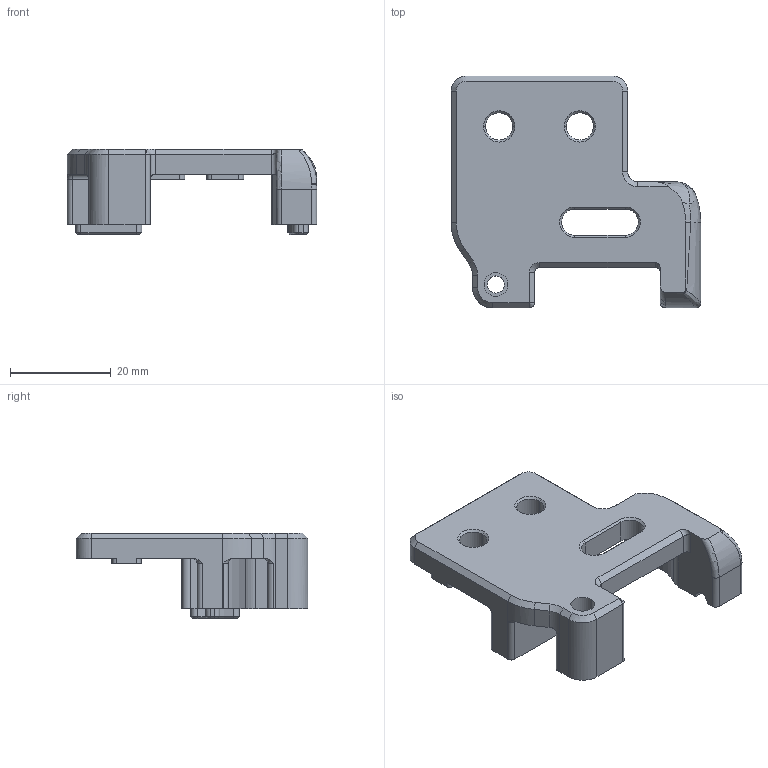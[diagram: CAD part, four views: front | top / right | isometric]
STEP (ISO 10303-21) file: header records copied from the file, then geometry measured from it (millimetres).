
FILE_DESCRIPTION((''),'2;1');
FILE_NAME('FRONT_IDLER_BOTTOM_B','2022-02-03T13:15:52',('Pa'),(''),'CREO PARAMETRIC BY PTC INC, 2021063','CREO PARAMETRIC BY PTC INC, 2021063','');
FILE_SCHEMA(('CONFIG_CONTROL_DESIGN','SHAPE_APPEARANCE_LAYERS_GROUPS'));
Length unit declared in the file: millimetre
Products named in the file (1): FRONT_IDLER_BOTTOM_B
Bounding box: 49.5 x 46 x 17 mm (x, y, z)
Volume: 11487.1 mm3; surface area: 6108.2 mm2
Topology: 1 solids, 1 shells, 174 faces, 490 edges, 318 vertices
Faces by surface type: plane 70, cylinder 62, cone 26, torus 8, bspline 8
Entity records: 7499 total; most frequent: CARTESIAN_POINT 1375, DIRECTION 987, ORIENTED_EDGE 978, PRESENTATION_STYLE_ASSIGNMENT 490, STYLED_ITEM 490, CURVE_STYLE 489, EDGE_CURVE 489, AXIS2_PLACEMENT_3D 364
